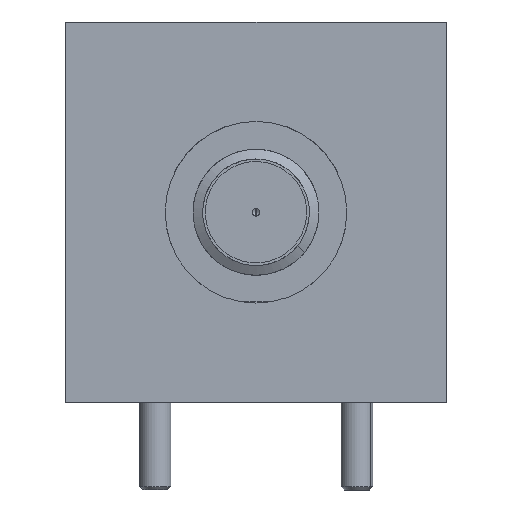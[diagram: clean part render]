
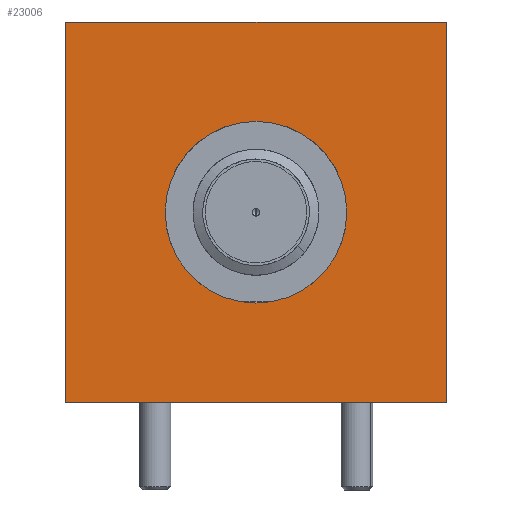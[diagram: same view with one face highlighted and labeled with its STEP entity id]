
A CAD part, left-side view. The second image highlights one B-rep face of the part: STEP entity #23006.
In plain terms, the highlighted planar face has unit normal (-1, 0, 0).
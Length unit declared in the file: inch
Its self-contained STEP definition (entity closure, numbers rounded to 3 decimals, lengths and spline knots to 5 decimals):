
#903 = DIRECTION ( 'NONE',  ( 0., -1., 0. ) ) ;
#1424 = ORIENTED_EDGE ( 'NONE', *, *, #7819, .T. ) ;
#1432 = CARTESIAN_POINT ( 'NONE',  ( -0.04115, 0.42769, 0.94997 ) ) ;
#3057 = DIRECTION ( 'NONE',  ( 0., 0., 1. ) ) ;
#3789 = DIRECTION ( 'NONE',  ( 0., 0., 1. ) ) ;
#3941 = ORIENTED_EDGE ( 'NONE', *, *, #12126, .F. ) ;
#3966 = FACE_OUTER_BOUND ( 'NONE', #18080, .T. ) ;
#5710 = LINE ( 'NONE', #23864, #6503 ) ;
#6029 = AXIS2_PLACEMENT_3D ( 'NONE', #1432, #6871, #27193 ) ;
#6503 = VECTOR ( 'NONE', #18421, 39.37008 ) ;
#6871 = DIRECTION ( 'NONE',  ( -1., 0., 0. ) ) ;
#7819 = EDGE_CURVE ( 'NONE', #11401, #17751, #21905, .T. ) ;
#8118 = AXIS2_PLACEMENT_3D ( 'NONE', #18414, #18526, #28623 ) ;
#8124 = VERTEX_POINT ( 'NONE', #31156 ) ;
#8261 = CARTESIAN_POINT ( 'NONE',  ( -0.04115, 0.80269, 1.32497 ) ) ;
#8544 = EDGE_CURVE ( 'NONE', #12132, #8124, #30572, .T. ) ;
#8967 = CIRCLE ( 'NONE', #8118, 0.179 ) ;
#9870 = AXIS2_PLACEMENT_3D ( 'NONE', #31552, #14252, #19374 ) ;
#10059 = CARTESIAN_POINT ( 'NONE',  ( -0.04115, 0.05269, 0.57497 ) ) ;
#11401 = VERTEX_POINT ( 'NONE', #10059 ) ;
#12126 = EDGE_CURVE ( 'NONE', #8124, #12132, #8967, .T. ) ;
#12132 = VERTEX_POINT ( 'NONE', #23414 ) ;
#12394 = EDGE_LOOP ( 'NONE', ( #3941, #23786 ) ) ;
#13216 = EDGE_CURVE ( 'NONE', #30767, #27739, #13672, .T. ) ;
#13672 = LINE ( 'NONE', #8261, #22820 ) ;
#14252 = DIRECTION ( 'NONE',  ( 1., 0., 0. ) ) ;
#15128 = VECTOR ( 'NONE', #3789, 39.37008 ) ;
#17751 = VERTEX_POINT ( 'NONE', #22134 ) ;
#18080 = EDGE_LOOP ( 'NONE', ( #1424, #18351, #26905, #28906 ) ) ;
#18351 = ORIENTED_EDGE ( 'NONE', *, *, #27682, .F. ) ;
#18414 = CARTESIAN_POINT ( 'NONE',  ( -0.04115, 0.42769, 0.94997 ) ) ;
#18421 = DIRECTION ( 'NONE',  ( 0., -1., 0. ) ) ;
#18526 = DIRECTION ( 'NONE',  ( -1., 0., 0. ) ) ;
#18659 = EDGE_CURVE ( 'NONE', #30767, #11401, #19275, .T. ) ;
#19275 = LINE ( 'NONE', #23874, #22052 ) ;
#19374 = DIRECTION ( 'NONE',  ( 0., 0., -1. ) ) ;
#21905 = LINE ( 'NONE', #31845, #15128 ) ;
#22052 = VECTOR ( 'NONE', #903, 39.37008 ) ;
#22134 = CARTESIAN_POINT ( 'NONE',  ( -0.04115, 0.05269, 1.32497 ) ) ;
#22820 = VECTOR ( 'NONE', #3057, 39.37008 ) ;
#23006 = ADVANCED_FACE ( 'NONE', ( #25866, #3966 ), #23935, .F. ) ;
#23414 = CARTESIAN_POINT ( 'NONE',  ( -0.04115, 0.42769, 0.77097 ) ) ;
#23786 = ORIENTED_EDGE ( 'NONE', *, *, #8544, .F. ) ;
#23864 = CARTESIAN_POINT ( 'NONE',  ( -0.04115, 0.80269, 1.32497 ) ) ;
#23874 = CARTESIAN_POINT ( 'NONE',  ( -0.04115, 0.80269, 0.57497 ) ) ;
#23935 = PLANE ( 'NONE',  #9870 ) ;
#24684 = CARTESIAN_POINT ( 'NONE',  ( -0.04115, 0.80269, 0.57497 ) ) ;
#25866 = FACE_BOUND ( 'NONE', #12394, .T. ) ;
#26905 = ORIENTED_EDGE ( 'NONE', *, *, #13216, .F. ) ;
#27193 = DIRECTION ( 'NONE',  ( 0., 0., 1. ) ) ;
#27682 = EDGE_CURVE ( 'NONE', #27739, #17751, #5710, .T. ) ;
#27739 = VERTEX_POINT ( 'NONE', #31704 ) ;
#28623 = DIRECTION ( 'NONE',  ( 0., 0., 1. ) ) ;
#28906 = ORIENTED_EDGE ( 'NONE', *, *, #18659, .T. ) ;
#30572 = CIRCLE ( 'NONE', #6029, 0.179 ) ;
#30767 = VERTEX_POINT ( 'NONE', #24684 ) ;
#31156 = CARTESIAN_POINT ( 'NONE',  ( -0.04115, 0.42769, 1.12897 ) ) ;
#31552 = CARTESIAN_POINT ( 'NONE',  ( -0.04115, 0.80269, 1.32497 ) ) ;
#31704 = CARTESIAN_POINT ( 'NONE',  ( -0.04115, 0.80269, 1.32497 ) ) ;
#31845 = CARTESIAN_POINT ( 'NONE',  ( -0.04115, 0.05269, 1.32497 ) ) ;
